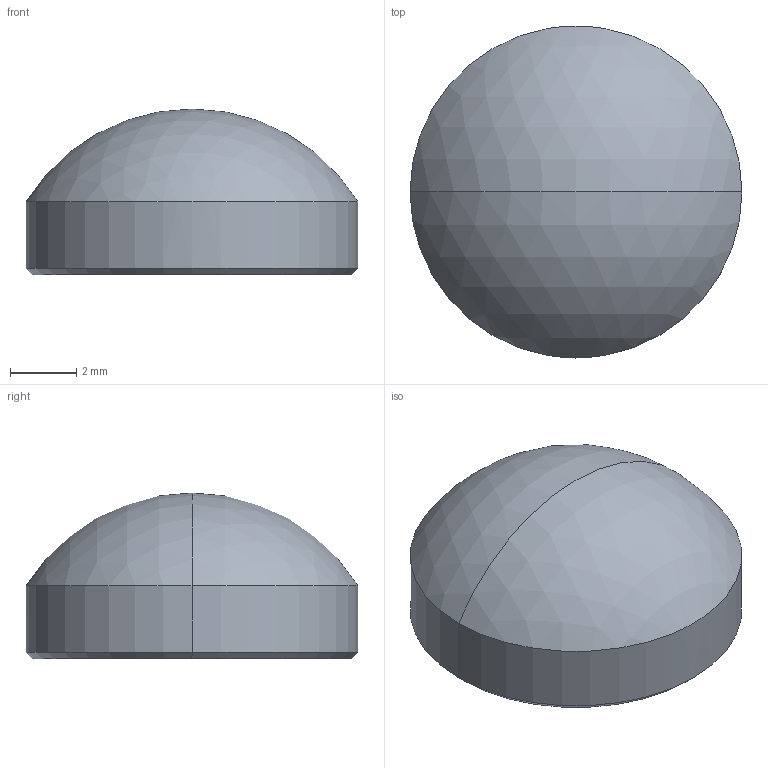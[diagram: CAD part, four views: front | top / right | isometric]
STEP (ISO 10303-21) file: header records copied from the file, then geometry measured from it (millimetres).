
FILE_DESCRIPTION (( 'STEP AP214' ), '1' );
FILE_NAME ('GLA11-010-7.5-NIR.STEP', '2024-08-09T08:25:16', ( 'Windows User' ), ( 'P R C' ), 'SwSTEP 2.0', 'SolidWorks 2022', '' );
FILE_SCHEMA (( 'AUTOMOTIVE_DESIGN' ));
Length unit declared in the file: millimetre
Products named in the file (1): GLA11-010-7.5-NIR
Bounding box: 10 x 10 x 5 mm (x, y, z)
Volume: 293.9 mm3; surface area: 247.2 mm2
Topology: 1 solids, 1 shells, 7 faces, 12 edges, 7 vertices
Faces by surface type: cone 2, sphere 2, cylinder 2, plane 1
Entity records: 204 total; most frequent: DIRECTION 36, CARTESIAN_POINT 27, ORIENTED_EDGE 24, AXIS2_PLACEMENT_3D 16, EDGE_CURVE 12, CIRCLE 8, FACE_OUTER_BOUND 7, ADVANCED_FACE 7
